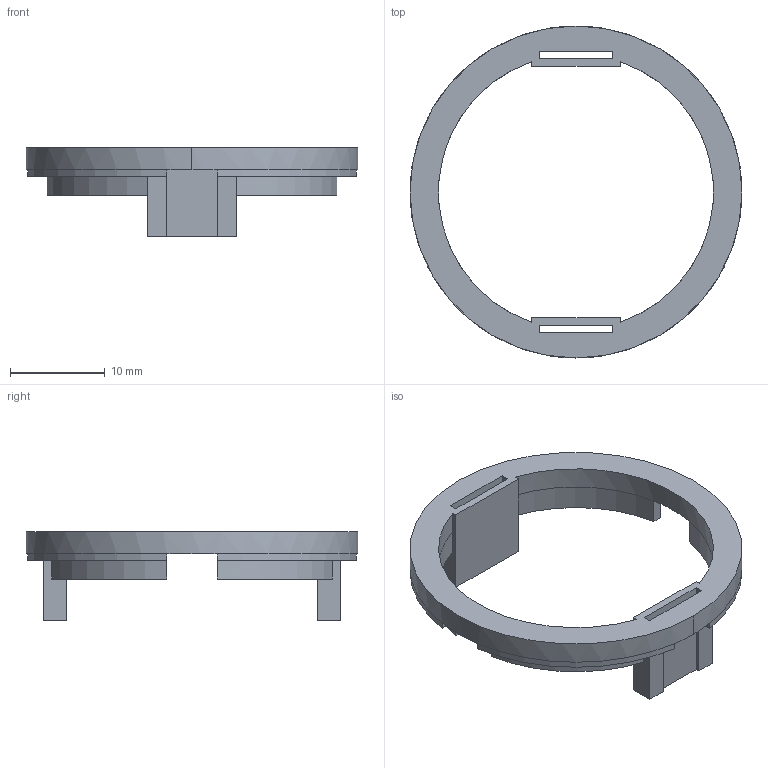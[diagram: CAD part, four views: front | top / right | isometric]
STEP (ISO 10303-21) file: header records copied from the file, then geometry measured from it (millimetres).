
FILE_DESCRIPTION(/* description */ (''),/* implementation_level */ '2;1');
FILE_NAME(/* name */ 'stimulation insert',/* time_stamp */ '2025-06-25T00:06:43-04:00',/* author */ (''),/* organization */ (''),/* preprocessor_version */ 'ST-DEVELOPER v19.2',/* originating_system */ 'Rhino 8.20',/* authorisation */ '');
FILE_SCHEMA (('CONFIG_CONTROL_DESIGN'));
Length unit declared in the file: millimetre
Products named in the file (1): Document
Bounding box: 35 x 35 x 9.35 mm (x, y, z)
Volume: 1195.1 mm3; surface area: 2106.4 mm2
Topology: 1 solids, 1 shells, 59 faces, 162 edges, 104 vertices
Faces by surface type: plane 43, cylinder 16
Entity records: 1892 total; most frequent: CARTESIAN_POINT 542, ORIENTED_EDGE 324, EDGE_CURVE 162, DIRECTION 135, B_SPLINE_CURVE_WITH_KNOTS 124, VERTEX_POINT 104, AXIS2_PLACEMENT_3D 97, EDGE_LOOP 64
